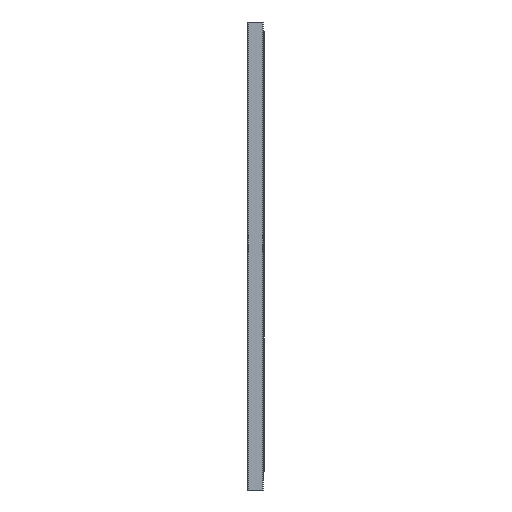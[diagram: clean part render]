
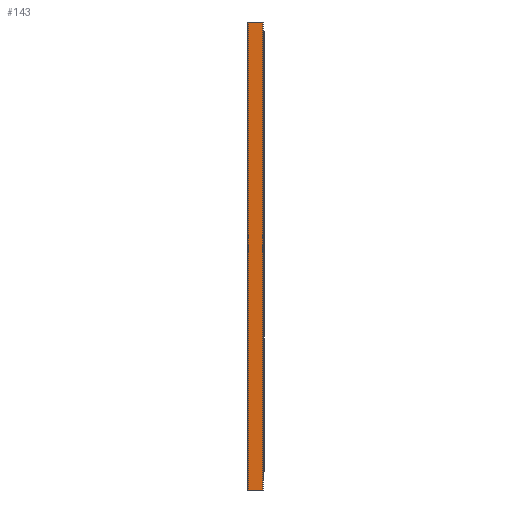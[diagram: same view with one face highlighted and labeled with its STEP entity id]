
A CAD part, front view. The second image highlights one B-rep face of the part: STEP entity #143.
In plain terms, the highlighted planar face has unit normal (0, -1, 0).
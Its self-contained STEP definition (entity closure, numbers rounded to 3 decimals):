
#21 = VECTOR ( 'NONE', #1999, 1000. ) ;
#50 = FACE_OUTER_BOUND ( 'NONE', #2028, .T. ) ;
#67 = AXIS2_PLACEMENT_3D ( 'NONE', #748, #3201, #5034 ) ;
#143 = ADVANCED_FACE ( 'NONE', ( #50 ), #6202, .T. ) ;
#326 = VECTOR ( 'NONE', #2227, 1000. ) ;
#634 = VERTEX_POINT ( 'NONE', #6159 ) ;
#748 = CARTESIAN_POINT ( 'NONE',  ( 0.5, -40., -750. ) ) ;
#904 = CARTESIAN_POINT ( 'NONE',  ( 24.2, -40., -750. ) ) ;
#1056 = LINE ( 'NONE', #5917, #326 ) ;
#1324 = VECTOR ( 'NONE', #7663, 1000. ) ;
#1380 = VERTEX_POINT ( 'NONE', #3287 ) ;
#1755 = DIRECTION ( 'NONE',  ( 1., 0., 0. ) ) ;
#1999 = DIRECTION ( 'NONE',  ( 0., 0., 1. ) ) ;
#2028 = EDGE_LOOP ( 'NONE', ( #7851, #2653, #6361, #6822 ) ) ;
#2052 = EDGE_CURVE ( 'NONE', #634, #2433, #1056, .T. ) ;
#2227 = DIRECTION ( 'NONE',  ( 1., 0., 0. ) ) ;
#2433 = VERTEX_POINT ( 'NONE', #4734 ) ;
#2570 = CARTESIAN_POINT ( 'NONE',  ( 0.5, -40., 0. ) ) ;
#2653 = ORIENTED_EDGE ( 'NONE', *, *, #4645, .F. ) ;
#3201 = DIRECTION ( 'NONE',  ( 0., -1., 0. ) ) ;
#3287 = CARTESIAN_POINT ( 'NONE',  ( 24.2, -40., 0. ) ) ;
#3401 = LINE ( 'NONE', #904, #1324 ) ;
#4624 = EDGE_CURVE ( 'NONE', #5490, #1380, #5437, .T. ) ;
#4645 = EDGE_CURVE ( 'NONE', #634, #5490, #6245, .T. ) ;
#4734 = CARTESIAN_POINT ( 'NONE',  ( 24.2, -40., -750. ) ) ;
#4782 = EDGE_CURVE ( 'NONE', #2433, #1380, #3401, .T. ) ;
#5034 = DIRECTION ( 'NONE',  ( 0., 0., -1. ) ) ;
#5437 = LINE ( 'NONE', #7909, #7078 ) ;
#5490 = VERTEX_POINT ( 'NONE', #2570 ) ;
#5717 = CARTESIAN_POINT ( 'NONE',  ( 0.5, -40., -750. ) ) ;
#5917 = CARTESIAN_POINT ( 'NONE',  ( 0.5, -40., -750. ) ) ;
#6159 = CARTESIAN_POINT ( 'NONE',  ( 0.5, -40., -750. ) ) ;
#6202 = PLANE ( 'NONE',  #67 ) ;
#6245 = LINE ( 'NONE', #5717, #21 ) ;
#6361 = ORIENTED_EDGE ( 'NONE', *, *, #2052, .T. ) ;
#6822 = ORIENTED_EDGE ( 'NONE', *, *, #4782, .T. ) ;
#7078 = VECTOR ( 'NONE', #1755, 1000. ) ;
#7663 = DIRECTION ( 'NONE',  ( 0., 0., 1. ) ) ;
#7851 = ORIENTED_EDGE ( 'NONE', *, *, #4624, .F. ) ;
#7909 = CARTESIAN_POINT ( 'NONE',  ( 0.5, -40., 0. ) ) ;
